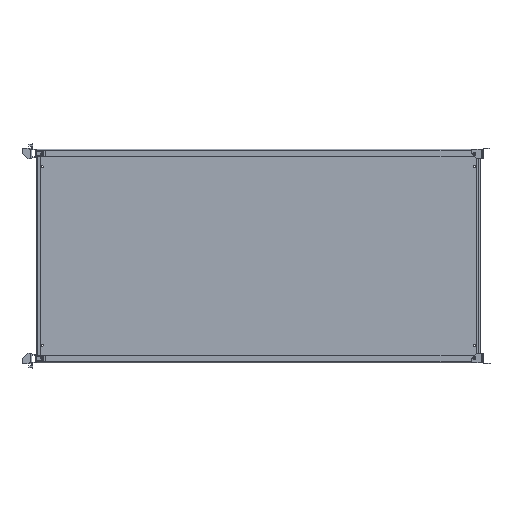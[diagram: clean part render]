
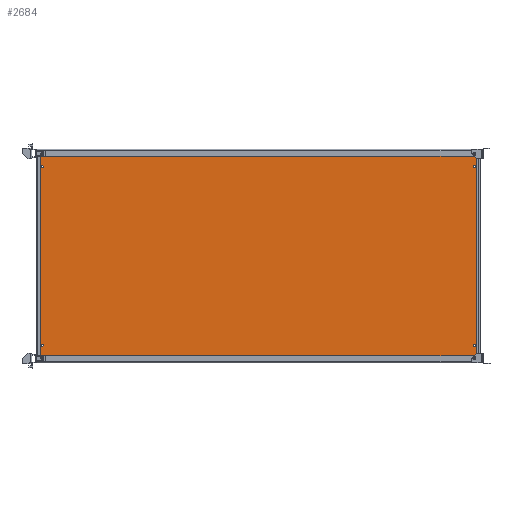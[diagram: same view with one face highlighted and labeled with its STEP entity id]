
A CAD part, top view. The second image highlights one B-rep face of the part: STEP entity #2684.
In plain terms, the highlighted planar face has unit normal (0, 0, 1).
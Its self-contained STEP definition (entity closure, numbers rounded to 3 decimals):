
#1779=FACE_BOUND('',#3903,.T.);
#1780=FACE_BOUND('',#3904,.T.);
#1781=FACE_BOUND('',#3905,.T.);
#1782=FACE_BOUND('',#3906,.T.);
#1783=FACE_BOUND('',#3907,.T.);
#1784=FACE_BOUND('',#3908,.T.);
#1785=FACE_BOUND('',#3909,.T.);
#1786=FACE_BOUND('',#3910,.T.);
#1787=FACE_BOUND('',#3911,.T.);
#2490=CIRCLE('',#10414,5.);
#2491=CIRCLE('',#10415,5.);
#2492=CIRCLE('',#10416,5.);
#2493=CIRCLE('',#10417,5.);
#2494=CIRCLE('',#10418,9.5);
#2495=CIRCLE('',#10419,9.5);
#2496=CIRCLE('',#10420,9.5);
#2497=CIRCLE('',#10421,9.5);
#2684=ADVANCED_FACE('',(#1779,#1780,#1781,#1782,#1783,#1784,#1785,#1786,
#1787),#3113,.F.);
#3113=PLANE('',#10422);
#3903=EDGE_LOOP('',(#4827));
#3904=EDGE_LOOP('',(#4828));
#3905=EDGE_LOOP('',(#4829));
#3906=EDGE_LOOP('',(#4830));
#3907=EDGE_LOOP('',(#4831));
#3908=EDGE_LOOP('',(#4832));
#3909=EDGE_LOOP('',(#4833));
#3910=EDGE_LOOP('',(#4834));
#3911=EDGE_LOOP('',(#4835,#4836,#4837,#4838));
#4827=ORIENTED_EDGE('',*,*,#7971,.F.);
#4828=ORIENTED_EDGE('',*,*,#7972,.F.);
#4829=ORIENTED_EDGE('',*,*,#7973,.F.);
#4830=ORIENTED_EDGE('',*,*,#7974,.F.);
#4831=ORIENTED_EDGE('',*,*,#7975,.F.);
#4832=ORIENTED_EDGE('',*,*,#7976,.F.);
#4833=ORIENTED_EDGE('',*,*,#7977,.F.);
#4834=ORIENTED_EDGE('',*,*,#7978,.F.);
#4835=ORIENTED_EDGE('',*,*,#7759,.F.);
#4836=ORIENTED_EDGE('',*,*,#7771,.F.);
#4837=ORIENTED_EDGE('',*,*,#7780,.F.);
#4838=ORIENTED_EDGE('',*,*,#7730,.F.);
#6886=VERTEX_POINT('',#12882);
#6887=VERTEX_POINT('',#12884);
#6912=VERTEX_POINT('',#12948);
#6923=VERTEX_POINT('',#12973);
#7055=VERTEX_POINT('',#13480);
#7056=VERTEX_POINT('',#13482);
#7057=VERTEX_POINT('',#13484);
#7058=VERTEX_POINT('',#13486);
#7059=VERTEX_POINT('',#13488);
#7060=VERTEX_POINT('',#13490);
#7061=VERTEX_POINT('',#13492);
#7062=VERTEX_POINT('',#13494);
#7730=EDGE_CURVE('',#6886,#6887,#8985,.T.);
#7759=EDGE_CURVE('',#6912,#6886,#8999,.T.);
#7771=EDGE_CURVE('',#6923,#6912,#9005,.T.);
#7780=EDGE_CURVE('',#6887,#6923,#9012,.T.);
#7971=EDGE_CURVE('',#7055,#7055,#2490,.T.);
#7972=EDGE_CURVE('',#7056,#7056,#2491,.T.);
#7973=EDGE_CURVE('',#7057,#7057,#2492,.T.);
#7974=EDGE_CURVE('',#7058,#7058,#2493,.T.);
#7975=EDGE_CURVE('',#7059,#7059,#2494,.T.);
#7976=EDGE_CURVE('',#7060,#7060,#2495,.T.);
#7977=EDGE_CURVE('',#7061,#7061,#2496,.T.);
#7978=EDGE_CURVE('',#7062,#7062,#2497,.T.);
#8985=LINE('',#12883,#9620);
#8999=LINE('',#12949,#9634);
#9005=LINE('',#12974,#9640);
#9012=LINE('',#12988,#9647);
#9620=VECTOR('',#10925,1.);
#9634=VECTOR('',#10969,1.);
#9640=VECTOR('',#10991,1.);
#9647=VECTOR('',#11008,1.);
#10414=AXIS2_PLACEMENT_3D('',#13479,#11384,#11385);
#10415=AXIS2_PLACEMENT_3D('',#13481,#11386,#11387);
#10416=AXIS2_PLACEMENT_3D('',#13483,#11388,#11389);
#10417=AXIS2_PLACEMENT_3D('',#13485,#11390,#11391);
#10418=AXIS2_PLACEMENT_3D('',#13487,#11392,#11393);
#10419=AXIS2_PLACEMENT_3D('',#13489,#11394,#11395);
#10420=AXIS2_PLACEMENT_3D('',#13491,#11396,#11397);
#10421=AXIS2_PLACEMENT_3D('',#13493,#11398,#11399);
#10422=AXIS2_PLACEMENT_3D('',#13495,#11400,#11401);
#10925=DIRECTION('',(0.,-1.,0.));
#10969=DIRECTION('',(1.,0.,0.));
#10991=DIRECTION('',(0.,1.,0.));
#11008=DIRECTION('',(-1.,0.,0.));
#11384=DIRECTION('',(0.,0.,1.));
#11385=DIRECTION('',(-1.,0.,0.));
#11386=DIRECTION('',(0.,0.,1.));
#11387=DIRECTION('',(0.,1.,0.));
#11388=DIRECTION('',(0.,0.,1.));
#11389=DIRECTION('',(0.,1.,0.));
#11390=DIRECTION('',(0.,0.,1.));
#11391=DIRECTION('',(-1.,0.,0.));
#11392=DIRECTION('',(0.,0.,1.));
#11393=DIRECTION('',(-1.,0.,0.));
#11394=DIRECTION('',(0.,0.,1.));
#11395=DIRECTION('',(0.,1.,0.));
#11396=DIRECTION('',(0.,0.,1.));
#11397=DIRECTION('',(0.,1.,0.));
#11398=DIRECTION('',(0.,0.,1.));
#11399=DIRECTION('',(-1.,0.,0.));
#11400=DIRECTION('',(0.,0.,-1.));
#11401=DIRECTION('',(0.,-1.,0.));
#12882=CARTESIAN_POINT('',(2216.179,-296.055,84.138));
#12883=CARTESIAN_POINT('',(2216.179,-983.485,84.138));
#12884=CARTESIAN_POINT('',(2216.179,-1183.455,84.138));
#12948=CARTESIAN_POINT('',(356.779,-296.055,84.138));
#12949=CARTESIAN_POINT('',(356.749,-296.055,84.138));
#12973=CARTESIAN_POINT('',(356.779,-1183.455,84.138));
#12974=CARTESIAN_POINT('',(356.779,-983.485,84.138));
#12988=CARTESIAN_POINT('',(356.749,-1183.455,84.138));
#13479=CARTESIAN_POINT('',(2198.979,-1116.755,84.138));
#13480=CARTESIAN_POINT('',(2198.979,-1111.755,84.138));
#13481=CARTESIAN_POINT('',(2198.979,-362.755,84.138));
#13482=CARTESIAN_POINT('',(2198.979,-367.755,84.138));
#13483=CARTESIAN_POINT('',(373.979,-362.755,84.138));
#13484=CARTESIAN_POINT('',(373.979,-367.755,84.138));
#13485=CARTESIAN_POINT('',(373.979,-1116.755,84.138));
#13486=CARTESIAN_POINT('',(373.979,-1111.755,84.138));
#13487=CARTESIAN_POINT('',(2198.979,-1171.255,84.138));
#13488=CARTESIAN_POINT('',(2198.979,-1161.755,84.138));
#13489=CARTESIAN_POINT('',(2198.979,-308.255,84.138));
#13490=CARTESIAN_POINT('',(2198.979,-317.755,84.138));
#13491=CARTESIAN_POINT('',(373.979,-308.255,84.138));
#13492=CARTESIAN_POINT('',(373.979,-317.755,84.138));
#13493=CARTESIAN_POINT('',(373.979,-1171.255,84.138));
#13494=CARTESIAN_POINT('',(373.979,-1161.755,84.138));
#13495=CARTESIAN_POINT('',(356.749,-983.485,84.138));
